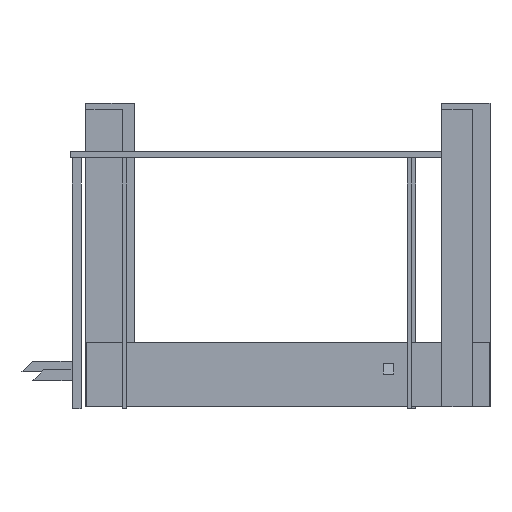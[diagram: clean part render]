
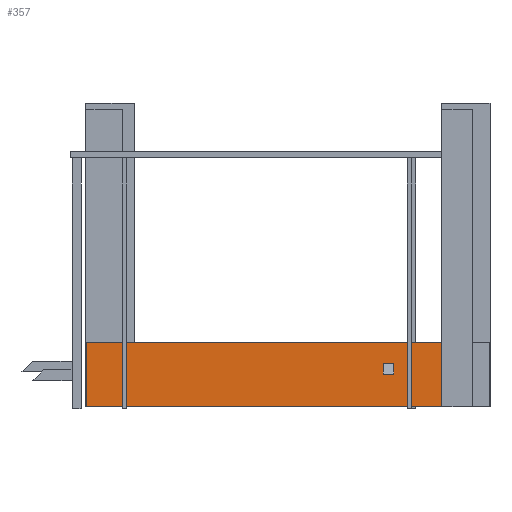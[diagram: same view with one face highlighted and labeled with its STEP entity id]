
A CAD part, left-side view. The second image highlights one B-rep face of the part: STEP entity #357.
In plain terms, the highlighted planar face has unit normal (-1, 0, 0).
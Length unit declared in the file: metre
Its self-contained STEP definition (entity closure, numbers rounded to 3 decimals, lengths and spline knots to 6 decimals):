
#357=ADVANCED_FACE('',(#580),#581,.T.);
#580=FACE_OUTER_BOUND('',#908,.T.);
#581=PLANE('',#909);
#908=EDGE_LOOP('',(#1470,#1471,#1472,#1473));
#909=AXIS2_PLACEMENT_3D('',#1474,#1475,#1476);
#1470=ORIENTED_EDGE('',*,*,#2345,.T.);
#1471=ORIENTED_EDGE('',*,*,#2346,.F.);
#1472=ORIENTED_EDGE('',*,*,#2347,.F.);
#1473=ORIENTED_EDGE('',*,*,#2343,.T.);
#1474=CARTESIAN_POINT('',(-5.302,0.886,-0.546));
#1475=DIRECTION('',(-1.0,-0.0,0.0));
#1476=DIRECTION('',(0.0,0.,-1.0));
#2343=EDGE_CURVE('',#2736,#2734,#2737,.T.);
#2345=EDGE_CURVE('',#2734,#2739,#2740,.T.);
#2346=EDGE_CURVE('',#2741,#2739,#2742,.T.);
#2347=EDGE_CURVE('',#2736,#2741,#2743,.T.);
#2734=VERTEX_POINT('',#3348);
#2736=VERTEX_POINT('',#3351);
#2737=LINE('',#3352,#3353);
#2739=VERTEX_POINT('',#3356);
#2740=LINE('',#3357,#3358);
#2741=VERTEX_POINT('',#3359);
#2742=LINE('',#3360,#3361);
#2743=LINE('',#3362,#3363);
#3348=CARTESIAN_POINT('',(-5.302,-0.75,-0.6935));
#3351=CARTESIAN_POINT('',(-5.302,0.886,-0.6935));
#3352=CARTESIAN_POINT('',(-5.302,0.886,-0.6935));
#3353=VECTOR('',#4023,1000.0);
#3356=CARTESIAN_POINT('',(-5.302,-0.75,-0.3985));
#3357=CARTESIAN_POINT('',(-5.302,-0.75,-0.6935));
#3358=VECTOR('',#4025,1000.0);
#3359=CARTESIAN_POINT('',(-5.302,0.886,-0.3985));
#3360=CARTESIAN_POINT('',(-5.302,0.886,-0.3985));
#3361=VECTOR('',#4026,1000.0);
#3362=CARTESIAN_POINT('',(-5.302,0.886,-0.6935));
#3363=VECTOR('',#4027,1000.0);
#4023=DIRECTION('',(0.0,-1.0,0.));
#4025=DIRECTION('',(0.0,0.,1.0));
#4026=DIRECTION('',(0.0,-1.0,0.));
#4027=DIRECTION('',(0.0,0.,1.0));
